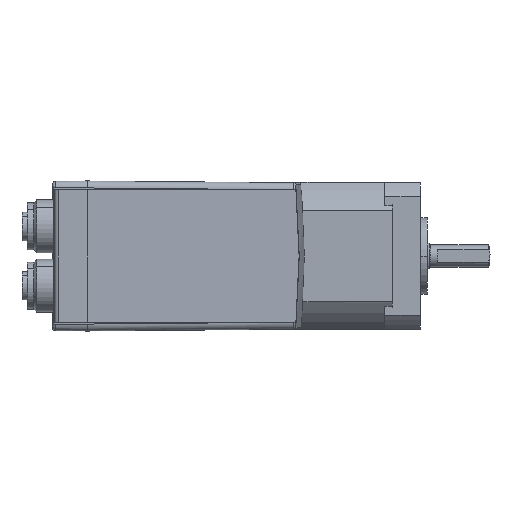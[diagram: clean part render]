
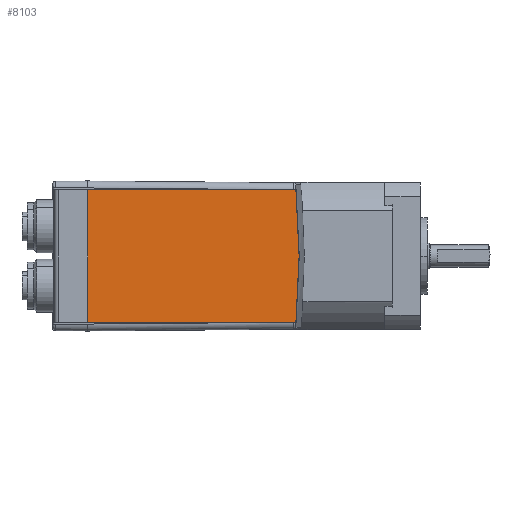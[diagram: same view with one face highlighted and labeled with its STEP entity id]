
A CAD part, left-side view. The second image highlights one B-rep face of the part: STEP entity #8103.
In plain terms, the highlighted planar face has unit normal (-1, -0.009, 0).
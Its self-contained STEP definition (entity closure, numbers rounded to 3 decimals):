
#733 = DIRECTION ( 'NONE',  ( 0.009, -1., 0. ) ) ;
#758 = PLANE ( 'NONE',  #3943 ) ;
#907 = CARTESIAN_POINT ( 'NONE',  ( -58.03, 43.5, 0. ) ) ;
#1225 = EDGE_CURVE ( 'NONE', #7731, #7370, #3221, .T. ) ;
#1542 = LINE ( 'NONE', #907, #7422 ) ;
#2190 = VERTEX_POINT ( 'NONE', #2464 ) ;
#2464 = CARTESIAN_POINT ( 'NONE',  ( -58.03, 43.5, -19. ) ) ;
#2488 = CARTESIAN_POINT ( 'NONE',  ( -57.646, -0.503, -19. ) ) ;
#2734 = VECTOR ( 'NONE', #4695, 1000. ) ;
#2843 = ORIENTED_EDGE ( 'NONE', *, *, #4863, .F. ) ;
#3221 = LINE ( 'NONE', #3964, #5422 ) ;
#3439 = DIRECTION ( 'NONE',  ( 1., 0.009, 0. ) ) ;
#3515 = ORIENTED_EDGE ( 'NONE', *, *, #6331, .F. ) ;
#3897 = LINE ( 'NONE', #2488, #2734 ) ;
#3902 = EDGE_LOOP ( 'NONE', ( #5077, #3515, #8585, #2843 ) ) ;
#3943 = AXIS2_PLACEMENT_3D ( 'NONE', #4864, #3439, #733 ) ;
#3954 = CARTESIAN_POINT ( 'NONE',  ( -57.508, -16.292, 19. ) ) ;
#3964 = CARTESIAN_POINT ( 'NONE',  ( -57.646, -0.503, 19. ) ) ;
#4263 = VERTEX_POINT ( 'NONE', #6817 ) ;
#4415 = EDGE_CURVE ( 'NONE', #4263, #2190, #3897, .T. ) ;
#4695 = DIRECTION ( 'NONE',  ( -0.009, 1., 0. ) ) ;
#4863 = EDGE_CURVE ( 'NONE', #2190, #7731, #1542, .T. ) ;
#4864 = CARTESIAN_POINT ( 'NONE',  ( -57.646, -0.503, 0. ) ) ;
#5077 = ORIENTED_EDGE ( 'NONE', *, *, #4415, .F. ) ;
#5242 = CARTESIAN_POINT ( 'NONE',  ( -57.508, -16.292, 19. ) ) ;
#5422 = VECTOR ( 'NONE', #6035, 1000. ) ;
#6035 = DIRECTION ( 'NONE',  ( 0.009, -1., 0. ) ) ;
#6331 = EDGE_CURVE ( 'NONE', #7370, #4263, #6715, .T. ) ;
#6715 = B_SPLINE_CURVE_WITH_KNOTS ( 'NONE', 3,
 ( #5242, #7200, #7884, #8544 ),
 .UNSPECIFIED., .F., .F.,
 ( 4, 4 ),
 ( 0., 0.038 ),
 .UNSPECIFIED. ) ;
#6817 = CARTESIAN_POINT ( 'NONE',  ( -57.508, -16.292, -19. ) ) ;
#7173 = FACE_OUTER_BOUND ( 'NONE', #3902, .T. ) ;
#7200 = CARTESIAN_POINT ( 'NONE',  ( -57.497, -17.507, 6.371 ) ) ;
#7370 = VERTEX_POINT ( 'NONE', #3954 ) ;
#7422 = VECTOR ( 'NONE', #8424, 1000. ) ;
#7731 = VERTEX_POINT ( 'NONE', #7967 ) ;
#7884 = CARTESIAN_POINT ( 'NONE',  ( -57.497, -17.507, -6.371 ) ) ;
#7967 = CARTESIAN_POINT ( 'NONE',  ( -58.03, 43.5, 19. ) ) ;
#8103 = ADVANCED_FACE ( 'NONE', ( #7173 ), #758, .F. ) ;
#8424 = DIRECTION ( 'NONE',  ( 0., 0., 1. ) ) ;
#8544 = CARTESIAN_POINT ( 'NONE',  ( -57.508, -16.292, -19. ) ) ;
#8585 = ORIENTED_EDGE ( 'NONE', *, *, #1225, .F. ) ;
